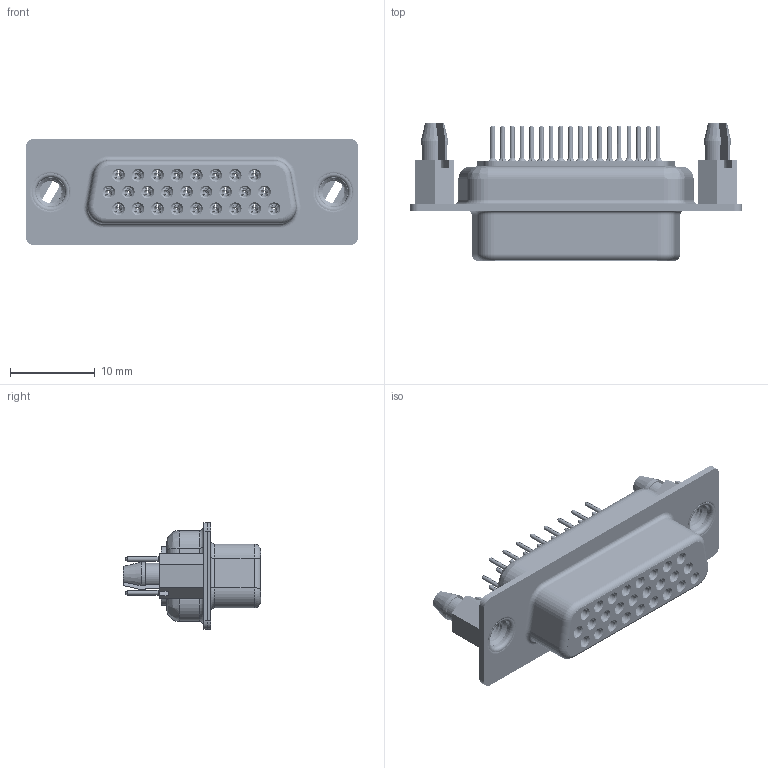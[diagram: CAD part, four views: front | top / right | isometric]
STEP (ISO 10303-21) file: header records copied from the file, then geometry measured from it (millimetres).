
FILE_DESCRIPTION((''),'2;1');
FILE_NAME('F26P_ASM','2008-11-13T',('Administrator'),(''),'PRO/ENGINEER BY PARAMETRIC TECHNOLOGY CORPORATION, 2007030','PRO/ENGINEER BY PARAMETRIC TECHNOLOGY CORPORATION, 2007030','');
FILE_SCHEMA(('CONFIG_CONTROL_DESIGN'));
Length unit declared in the file: millimetre
Products named in the file (7): FHOUSING; 26PF_SHELL; SHELL; FCOVER; FCONTACT; HDP-YUCHA; F26P_ASM
Assembly tree (32 placements, depth 2):
  F26P_ASM
    FHOUSING
    26PF_SHELL
    SHELL
    FCOVER
    FCONTACT  x26
    HDP-YUCHA  x2
Bounding box: 39.1 x 16.2 x 12.55 mm (x, y, z)
Volume: 2341.5 mm3; surface area: 8116 mm2
Topology: 84 solids, 84 shells, 3910 faces, 10500 edges, 6768 vertices
Faces by surface type: bspline 2022, cylinder 644, plane 558, cone 542, torus 144
Entity records: 28449 total; most frequent: CARTESIAN_POINT 10298, DIRECTION 3762, ORIENTED_EDGE 3716, EDGE_CURVE 1858, AXIS2_PLACEMENT_3D 1475, VERTEX_POINT 1157, EDGE_LOOP 903, VECTOR 812
